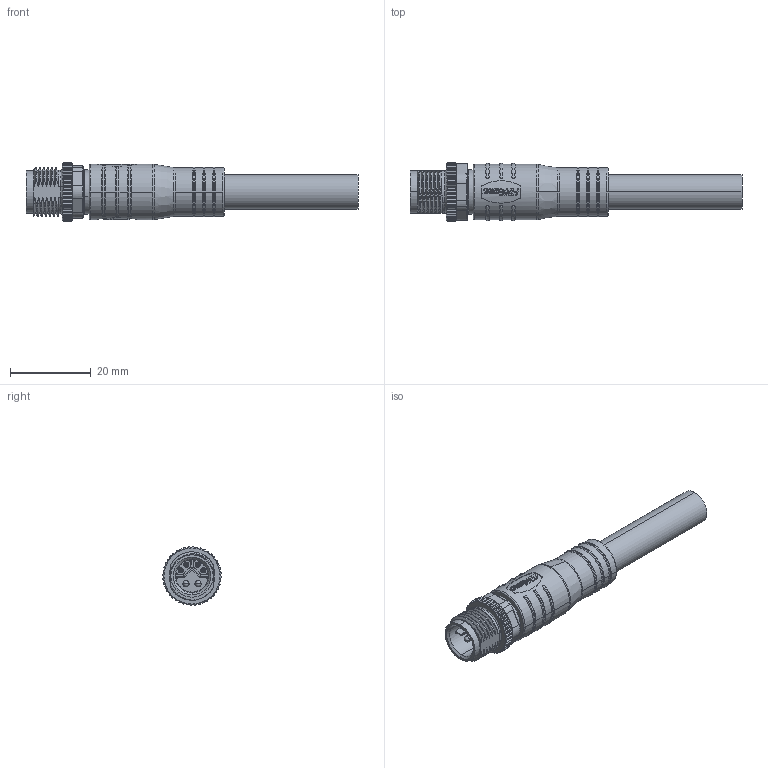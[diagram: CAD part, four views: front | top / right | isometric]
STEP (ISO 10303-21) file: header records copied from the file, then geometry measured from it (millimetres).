
FILE_DESCRIPTION (( 'STEP AP203' ), '1' );
FILE_NAME ('P142.STEP', '2020-05-12T02:26:14', ( 'edpusr' ), ( 'Microsoft' ), 'SwSTEP 2.0', 'SolidWorks 2015', '' );
FILE_SCHEMA (( 'CONFIG_CONTROL_DESIGN' ));
Length unit declared in the file: millimetre
Products named in the file (1): P142
Bounding box: 82.35 x 14.5 x 14.5 mm (x, y, z)
Volume: 7516 mm3; surface area: 6268.9 mm2
Topology: 1 solids, 9 shells, 1620 faces, 4249 edges, 2642 vertices
Faces by surface type: cylinder 601, plane 489, bspline 279, cone 208, torus 43
Entity records: 65306 total; most frequent: CARTESIAN_POINT 28009, ORIENTED_EDGE 8408, DIRECTION 7188, EDGE_CURVE 4204, AXIS2_PLACEMENT_3D 2770, VERTEX_POINT 2642, EDGE_LOOP 1708, VECTOR 1648
